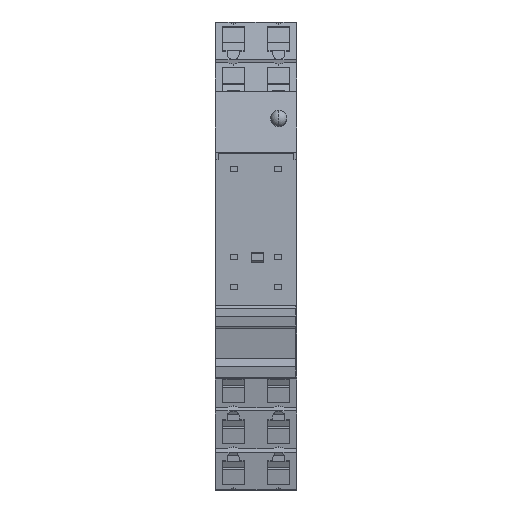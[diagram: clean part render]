
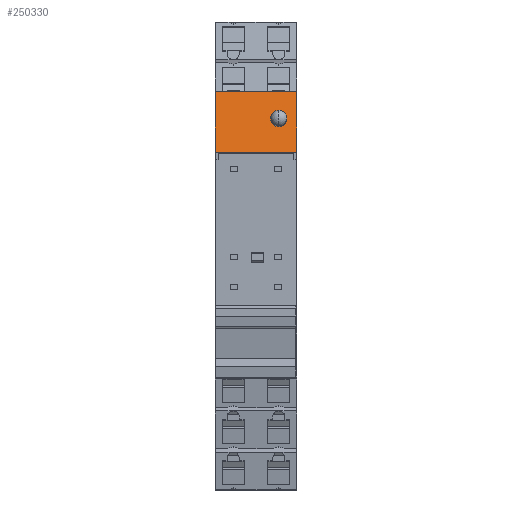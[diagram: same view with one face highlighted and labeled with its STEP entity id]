
A CAD part, top view. The second image highlights one B-rep face of the part: STEP entity #250330.
In plain terms, the highlighted face is planar.
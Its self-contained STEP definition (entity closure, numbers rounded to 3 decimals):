
#5670=CARTESIAN_POINT('',(20.399,87.843,
-13.9));
#5680=VERTEX_POINT('',#5670);
#5710=CARTESIAN_POINT('',(-0.601,92.509,
-13.9));
#5720=DIRECTION('',(-0.976,0.217,
0.));
#5730=VECTOR('',#5720,1.);
#5740=LINE('',#5710,#5730);
#5750=CARTESIAN_POINT('',(10.049,90.143,
-13.9));
#5760=VERTEX_POINT('',#5750);
#5770=EDGE_CURVE('',#5680,#5760,#5740,.T.);
#9920=CARTESIAN_POINT('',(10.049,90.143,
0.));
#9930=VERTEX_POINT('',#9920);
#9960=CARTESIAN_POINT('',(-6.258,93.766,
0.));
#9970=DIRECTION('',(0.976,-0.217,
0.));
#9980=VECTOR('',#9970,1.);
#9990=LINE('',#9960,#9980);
#10000=CARTESIAN_POINT('',(20.399,87.843,
0.));
#10010=VERTEX_POINT('',#10000);
#10020=EDGE_CURVE('',#9930,#10010,#9990,.T.);
#36910=CARTESIAN_POINT('',(10.049,90.143,
-20.5));
#36920=DIRECTION('',(0.,0.,1.));
#36930=VECTOR('',#36920,1.);
#36940=LINE('',#36910,#36930);
#36950=EDGE_CURVE('',#5760,#9930,#36940,.T.);
#40450=CARTESIAN_POINT('',(20.399,87.843,
6.6));
#40460=DIRECTION('',(0.,0.,-1.));
#40470=VECTOR('',#40460,1.);
#40480=LINE('',#40450,#40470);
#40490=EDGE_CURVE('',#10010,#5680,#40480,.T.);
#249870=CARTESIAN_POINT('',(20.399,87.843,
-13.9));
#249880=DIRECTION('',(-0.217,-0.976,
0.));
#249890=DIRECTION('',(0.976,-0.217,
0.));
#249900=AXIS2_PLACEMENT_3D('',#249870,#249880,#249890);
#249910=PLANE('',#249900);
#249920=CARTESIAN_POINT('',(14.399,89.176,
-3.309));
#249930=CARTESIAN_POINT('',(14.399,89.176,
-2.791));
#249940=CARTESIAN_POINT('',(14.471,89.16,
-2.538));
#249950=CARTESIAN_POINT('',(14.745,89.099,
-2.102));
#249960=CARTESIAN_POINT('',(14.939,89.056,
-1.93));
#249970=CARTESIAN_POINT('',(15.399,88.954,
-1.714));
#249980=CARTESIAN_POINT('',(15.654,88.897,
-1.677));
#249990=CARTESIAN_POINT('',(16.154,88.786,
-1.751));
#250000=CARTESIAN_POINT('',(16.389,88.734,
-1.86));
#250010=CARTESIAN_POINT('',(16.77,88.649,
-2.199));
#250020=CARTESIAN_POINT('',(16.91,88.618,
-2.421));
#250030=CARTESIAN_POINT('',(17.052,88.586,
-2.918));
#250040=CARTESIAN_POINT('',(17.052,88.586,
-3.182));
#250050=CARTESIAN_POINT('',(16.91,88.618,
-3.679));
#250060=CARTESIAN_POINT('',(16.77,88.649,
-3.901));
#250070=CARTESIAN_POINT('',(16.389,88.734,
-4.24));
#250080=CARTESIAN_POINT('',(16.154,88.786,
-4.349));
#250090=CARTESIAN_POINT('',(15.654,88.897,
-4.423));
#250100=CARTESIAN_POINT('',(15.399,88.954,
-4.386));
#250110=CARTESIAN_POINT('',(14.939,89.056,
-4.17));
#250120=CARTESIAN_POINT('',(14.745,89.099,
-3.998));
#250130=CARTESIAN_POINT('',(14.471,89.16,
-3.562));
#250140=CARTESIAN_POINT('',(14.399,89.176,
-3.309));
#250150=CARTESIAN_POINT('',(14.399,89.176,
-2.791));
#250160=B_SPLINE_CURVE_WITH_KNOTS('',3,(#249920,#249930,#249940,#249950,
#249960,#249970,#249980,#249990,#250000,#250010,#250020,#250030,#250040,
#250050,#250060,#250070,#250080,#250090,#250100,#250110,#250120,#250130,
#250140,#250150),.UNSPECIFIED.,.T.,.F.,(2,2,2,2,2,2,2,2,2,2,2,2,2,2),(
-1.,0.,1.,2.,3.,4.,5.,6.,7.,8.,9.,10.,11.,12.),.UNSPECIFIED.);
#250170=CARTESIAN_POINT('',(14.399,89.176,
-3.05));
#250180=VERTEX_POINT('',#250170);
#250190=CARTESIAN_POINT('',(17.034,88.59,
-3.05));
#250200=VERTEX_POINT('',#250190);
#250210=EDGE_CURVE('',#250180,#250200,#250160,.T.);
#250220=ORIENTED_EDGE('',*,*,#250210,.F.);
#250230=EDGE_CURVE('',#250200,#250180,#250160,.T.);
#250240=ORIENTED_EDGE('',*,*,#250230,.F.);
#250250=EDGE_LOOP('',(#250240,#250220));
#250260=FACE_BOUND('',#250250,.T.);
#250270=ORIENTED_EDGE('',*,*,#5770,.T.);
#250280=ORIENTED_EDGE('',*,*,#40490,.T.);
#250290=ORIENTED_EDGE('',*,*,#10020,.T.);
#250300=ORIENTED_EDGE('',*,*,#36950,.T.);
#250310=EDGE_LOOP('',(#250300,#250290,#250280,#250270));
#250320=FACE_OUTER_BOUND('',#250310,.T.);
#250330=ADVANCED_FACE('',(#250260,#250320),#249910,.F.);
